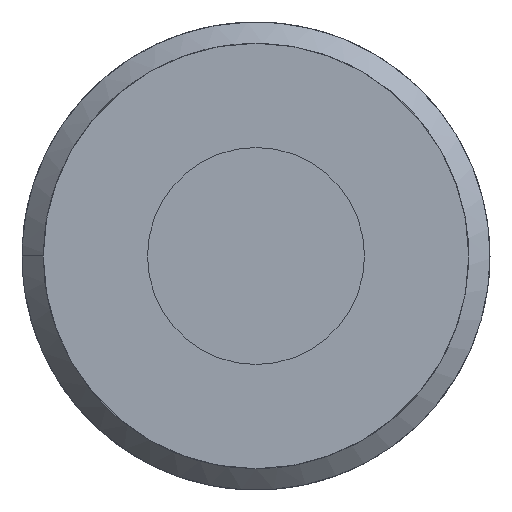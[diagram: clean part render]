
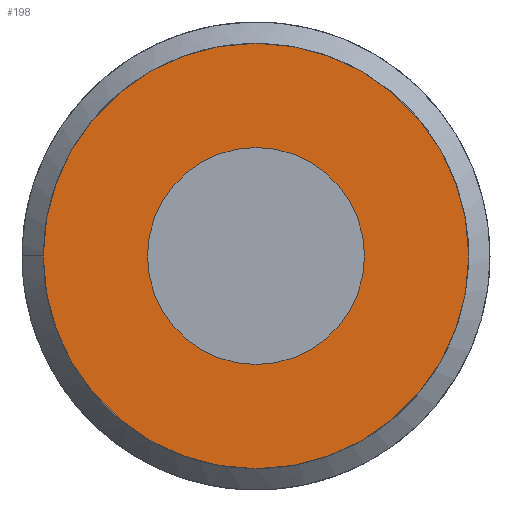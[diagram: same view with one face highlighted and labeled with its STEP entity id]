
A CAD part, front view. The second image highlights one B-rep face of the part: STEP entity #198.
In plain terms, the highlighted planar face has unit normal (0, -1, 0).
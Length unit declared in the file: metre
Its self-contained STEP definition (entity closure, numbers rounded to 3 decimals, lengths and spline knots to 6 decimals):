
#16=PLANE('',#228);
#24=CIRCLE('',#226,0.005);
#26=CIRCLE('',#229,0.00255);
#46=ORIENTED_EDGE('',*,*,#94,.F.);
#47=ORIENTED_EDGE('',*,*,#92,.T.);
#92=EDGE_CURVE('',#116,#116,#24,.T.);
#94=EDGE_CURVE('',#118,#118,#26,.T.);
#116=VERTEX_POINT('',#549);
#118=VERTEX_POINT('',#554);
#154=EDGE_LOOP('',(#46));
#155=EDGE_LOOP('',(#47));
#176=FACE_BOUND('',#154,.T.);
#177=FACE_BOUND('',#155,.T.);
#198=ADVANCED_FACE('',(#176,#177),#16,.T.);
#226=AXIS2_PLACEMENT_3D('',#548,#250,#251);
#228=AXIS2_PLACEMENT_3D('',#552,#254,#255);
#229=AXIS2_PLACEMENT_3D('',#553,#256,#257);
#250=DIRECTION('',(0.,-1.,0.));
#251=DIRECTION('',(0.,0.,-1.));
#254=DIRECTION('',(0.,-1.,0.));
#255=DIRECTION('',(1.,0.,0.));
#256=DIRECTION('',(0.,-1.,0.));
#257=DIRECTION('',(0.,0.,-1.));
#548=CARTESIAN_POINT('',(0.,-0.032,0.));
#549=CARTESIAN_POINT('',(0.,-0.032,-0.005));
#552=CARTESIAN_POINT('',(0.,-0.032,0.));
#553=CARTESIAN_POINT('',(0.,-0.032,0.));
#554=CARTESIAN_POINT('',(0.,-0.032,-0.00255));
